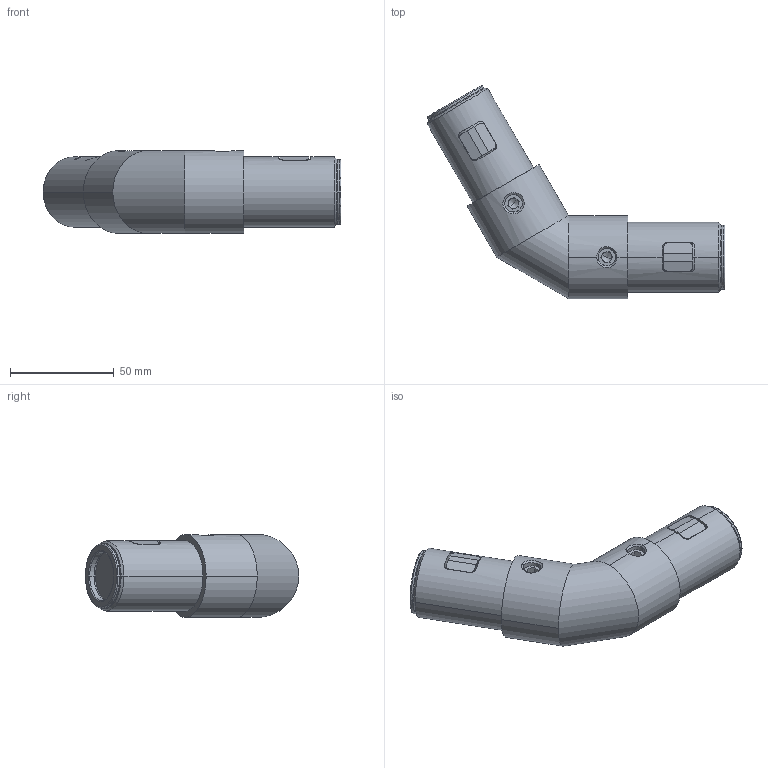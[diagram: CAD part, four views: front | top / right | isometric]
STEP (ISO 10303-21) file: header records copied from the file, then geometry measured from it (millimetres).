
FILE_DESCRIPTION (( 'STEP AP203' ), '1' );
FILE_NAME ('SPS.JC40.A120.STEP', '2014-05-20T06:03:11', ( 'USER' ), ( 'Microsoft' ), 'SwSTEP 2.0', 'SolidWorks 2012', '' );
FILE_SCHEMA (( 'CONFIG_CONTROL_DESIGN' ));
Length unit declared in the file: millimetre
Products named in the file (8): 120僅諉芛; 賑裝-1; 粟銅; 賑裝粟銅蚾饜1; hex socket set screws with cone point gb_GB_FASTENER_SCREWS_HSCP M10X16-C; 諶裔; 賑輸; SPS.JC40.A120
Assembly tree (11 placements, depth 3):
  SPS.JC40.A120
    120僅諉芛
    賑裝粟銅蚾饜1  x2
      賑裝-1
      粟銅
    賑輸  x2
    hex socket set screws with cone point gb_GB_FASTENER_SCREWS_HSCP M10X16-C  x2
    諶裔  x2
Bounding box: 143.74 x 102.91 x 40 mm (x, y, z)
Volume: 159003.7 mm3; surface area: 46100.2 mm2
Topology: 11 solids, 11 shells, 272 faces, 640 edges, 388 vertices
Faces by surface type: plane 118, cylinder 79, cone 44, torus 23, bspline 8
Entity records: 10679 total; most frequent: CARTESIAN_POINT 5810, DIRECTION 829, ORIENTED_EDGE 818, EDGE_CURVE 409, AXIS2_PLACEMENT_3D 316, VERTEX_POINT 254, VECTOR 197, LINE 197
